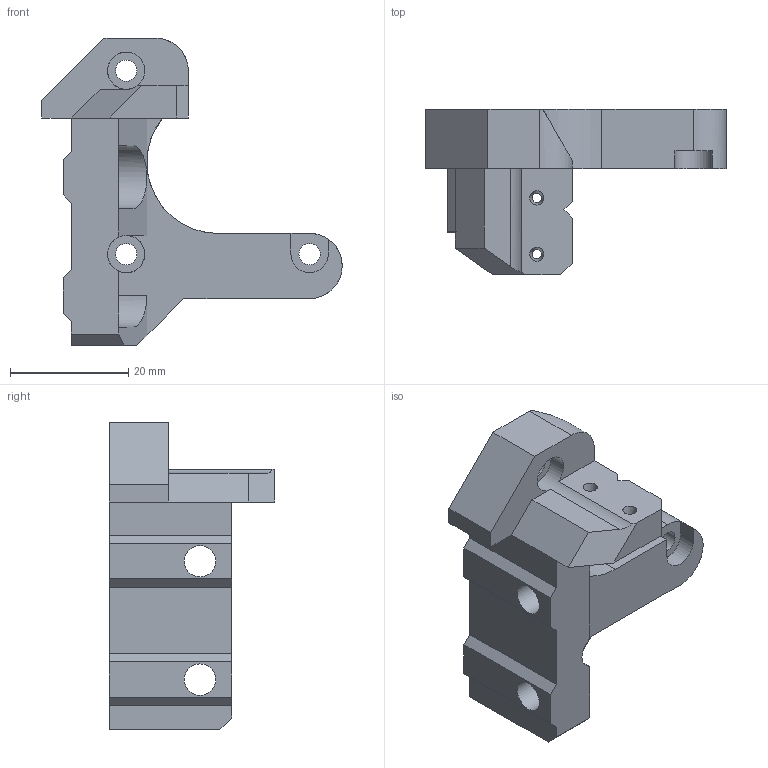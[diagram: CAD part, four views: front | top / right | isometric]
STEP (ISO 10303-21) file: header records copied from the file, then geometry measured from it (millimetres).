
FILE_DESCRIPTION(/* description */ (''),/* implementation_level */ '2;1');
FILE_NAME(/* name */ 'y_motor_mount.stp',/* time_stamp */ '2017-09-21T18:23:27+02:00',/* author */ (''),/* organization */ (''),/* preprocessor_version */ 'ST-DEVELOPER v16.13',/* originating_system */ 'Autodesk Translation Framework v6.1.1.50',/* authorisation */ '');
FILE_SCHEMA (('AUTOMOTIVE_DESIGN { 1 0 10303 214 3 1 1 }'));
Length unit declared in the file: millimetre
Products named in the file (1): y_motor_mount
Bounding box: 50.75 x 28 x 52 mm (x, y, z)
Volume: 16015.1 mm3; surface area: 6524.8 mm2
Topology: 1 solids, 1 shells, 68 faces, 189 edges, 123 vertices
Faces by surface type: plane 50, cylinder 15, cone 3
Full cylindrical faces by diameter (mm): 1.6 x2, 3.6 x3, 5.3 x2, 6.3 x2
Entity records: 2144 total; most frequent: CARTESIAN_POINT 372, DIRECTION 353, ORIENTED_EDGE 352, EDGE_CURVE 176, LINE 131, VECTOR 131, VERTEX_POINT 121, AXIS2_PLACEMENT_3D 111
